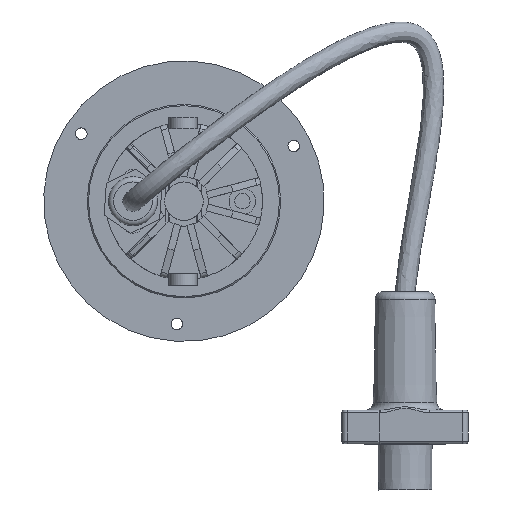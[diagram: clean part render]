
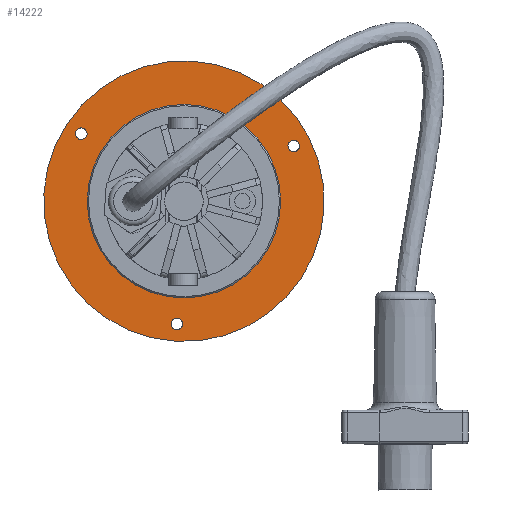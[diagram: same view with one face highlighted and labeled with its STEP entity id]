
A CAD part, left-side view. The second image highlights one B-rep face of the part: STEP entity #14222.
In plain terms, the highlighted planar face has unit normal (-1, 0, 0).
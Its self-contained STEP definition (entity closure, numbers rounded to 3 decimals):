
#3841=FACE_BOUND('',#4941,.T.);
#3842=FACE_BOUND('',#4942,.T.);
#3843=FACE_BOUND('',#4943,.T.);
#3844=FACE_BOUND('',#4944,.T.);
#4118=FACE_OUTER_BOUND('',#4940,.T.);
#4940=EDGE_LOOP('',(#10509));
#4941=EDGE_LOOP('',(#10510));
#4942=EDGE_LOOP('',(#10511));
#4943=EDGE_LOOP('',(#10512));
#4944=EDGE_LOOP('',(#10513));
#5596=CIRCLE('',#15130,54.5);
#5606=CIRCLE('',#15143,2.25);
#5607=CIRCLE('',#15144,2.25);
#5608=CIRCLE('',#15145,2.25);
#5609=CIRCLE('',#15146,37.6);
#6253=VERTEX_POINT('',#22015);
#6260=VERTEX_POINT('',#22037);
#6261=VERTEX_POINT('',#22039);
#6262=VERTEX_POINT('',#22041);
#6263=VERTEX_POINT('',#22043);
#7824=EDGE_CURVE('',#6253,#6253,#5596,.T.);
#7836=EDGE_CURVE('',#6260,#6260,#5606,.T.);
#7837=EDGE_CURVE('',#6261,#6261,#5607,.T.);
#7838=EDGE_CURVE('',#6262,#6262,#5608,.T.);
#7839=EDGE_CURVE('',#6263,#6263,#5609,.T.);
#10509=ORIENTED_EDGE('',*,*,#7824,.T.);
#10510=ORIENTED_EDGE('',*,*,#7836,.T.);
#10511=ORIENTED_EDGE('',*,*,#7837,.T.);
#10512=ORIENTED_EDGE('',*,*,#7838,.T.);
#10513=ORIENTED_EDGE('',*,*,#7839,.F.);
#13617=PLANE('',#15142);
#14222=ADVANCED_FACE('',(#4118,#3841,#3842,#3843,#3844),#13617,.T.);
#15130=AXIS2_PLACEMENT_3D('',#22016,#16715,#16716);
#15142=AXIS2_PLACEMENT_3D('',#22036,#16741,#16742);
#15143=AXIS2_PLACEMENT_3D('',#22038,#16743,#16744);
#15144=AXIS2_PLACEMENT_3D('',#22040,#16745,#16746);
#15145=AXIS2_PLACEMENT_3D('',#22042,#16747,#16748);
#15146=AXIS2_PLACEMENT_3D('',#22044,#16749,#16750);
#16715=DIRECTION('center_axis',(-1.,0.,0.));
#16716=DIRECTION('ref_axis',(0.,-0.998,-0.058));
#16741=DIRECTION('center_axis',(-1.,0.,0.));
#16742=DIRECTION('ref_axis',(0.,0.,1.));
#16743=DIRECTION('center_axis',(1.,0.,0.));
#16744=DIRECTION('ref_axis',(0.,-0.998,-0.058));
#16745=DIRECTION('center_axis',(1.,0.,0.));
#16746=DIRECTION('ref_axis',(0.,-0.998,-0.058));
#16747=DIRECTION('center_axis',(1.,0.,0.));
#16748=DIRECTION('ref_axis',(0.,-0.998,-0.058));
#16749=DIRECTION('center_axis',(-1.,0.,0.));
#16750=DIRECTION('ref_axis',(0.,0.,-1.));
#22015=CARTESIAN_POINT('',(0.2,54.409,3.154));
#22016=CARTESIAN_POINT('Origin',(0.2,0.,
0.));
#22036=CARTESIAN_POINT('Origin',(0.2,0.,0.));
#22037=CARTESIAN_POINT('',(0.2,42.148,26.359));
#22038=CARTESIAN_POINT('Origin',(0.2,39.902,26.228));
#22039=CARTESIAN_POINT('',(0.2,5.01,-47.54));
#22040=CARTESIAN_POINT('Origin',(0.2,2.764,-47.67));
#22041=CARTESIAN_POINT('',(0.2,-40.419,21.572));
#22042=CARTESIAN_POINT('Origin',(0.2,-42.665,21.442));
#22043=CARTESIAN_POINT('',(0.2,0.,37.6));
#22044=CARTESIAN_POINT('Origin',(0.2,0.,0.));
